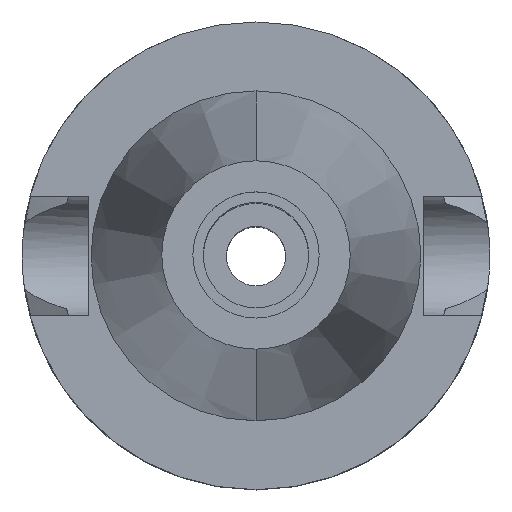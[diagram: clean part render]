
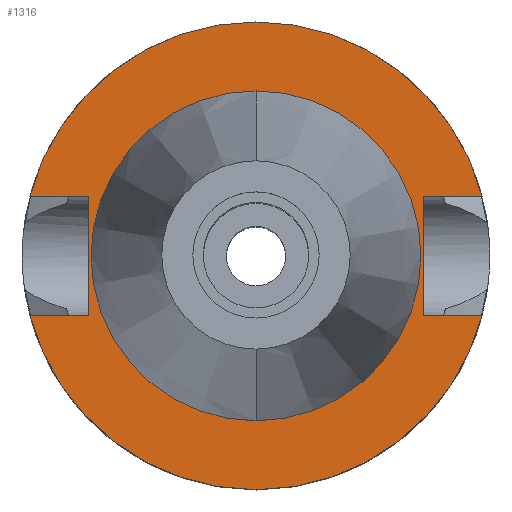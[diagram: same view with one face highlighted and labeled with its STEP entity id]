
A CAD part, top view. The second image highlights one B-rep face of the part: STEP entity #1316.
In plain terms, the highlighted planar face has unit normal (0, 0, 1).
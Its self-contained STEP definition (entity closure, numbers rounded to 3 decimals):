
#94=DIRECTION('',(0.,1.,0.));
#95=VECTOR('',#94,16.1);
#96=CARTESIAN_POINT('',(-22.5,-8.05,-1.));
#97=LINE('',#96,#95);
#101=DIRECTION('',(-1.,0.,0.));
#102=VECTOR('',#101,7.954);
#103=CARTESIAN_POINT('',(-22.5,8.05,-1.));
#104=LINE('',#103,#102);
#108=CARTESIAN_POINT('',(0.,0.,-1.));
#109=DIRECTION('',(0.,0.,-1.));
#110=DIRECTION('',(-0.967,0.256,0.));
#111=AXIS2_PLACEMENT_3D('',#108,#109,#110);
#116=CARTESIAN_POINT('',(0.,0.,-1.));
#117=DIRECTION('',(0.,0.,-1.));
#118=DIRECTION('',(0.,1.,0.));
#119=AXIS2_PLACEMENT_3D('',#116,#117,#118);
#124=DIRECTION('',(0.,-1.,0.));
#125=VECTOR('',#124,16.1);
#126=CARTESIAN_POINT('',(22.5,8.05,-1.));
#127=LINE('',#126,#125);
#131=DIRECTION('',(1.,0.,0.));
#132=VECTOR('',#131,7.954);
#133=CARTESIAN_POINT('',(22.5,-8.05,-1.));
#134=LINE('',#133,#132);
#138=CARTESIAN_POINT('',(0.,0.,-1.));
#139=DIRECTION('',(0.,0.,-1.));
#140=DIRECTION('',(0.967,-0.256,0.));
#141=AXIS2_PLACEMENT_3D('',#138,#139,#140);
#146=CARTESIAN_POINT('',(0.,0.,-1.));
#147=DIRECTION('',(0.,0.,-1.));
#148=DIRECTION('',(0.,-1.,0.));
#149=AXIS2_PLACEMENT_3D('',#146,#147,#148);
#154=CARTESIAN_POINT('',(0.,0.,-1.));
#155=DIRECTION('',(0.,0.,1.));
#156=DIRECTION('',(0.,-1.,0.));
#157=AXIS2_PLACEMENT_3D('',#154,#155,#156);
#162=CARTESIAN_POINT('',(0.,0.,-1.));
#163=DIRECTION('',(0.,0.,1.));
#164=DIRECTION('',(0.,1.,0.));
#165=AXIS2_PLACEMENT_3D('',#162,#163,#164);
#200=DIRECTION('',(-1.,0.,0.));
#201=VECTOR('',#200,7.954);
#202=CARTESIAN_POINT('',(-22.5,-8.05,-1.));
#203=LINE('',#202,#201);
#337=DIRECTION('',(1.,0.,0.));
#338=VECTOR('',#337,7.954);
#339=CARTESIAN_POINT('',(22.5,8.05,-1.));
#340=LINE('',#339,#338);
#1060=CARTESIAN_POINT('',(0.,22.225,-1.));
#1061=VERTEX_POINT('',#1060);
#1062=CARTESIAN_POINT('',(0.,-22.225,-1.));
#1063=VERTEX_POINT('',#1062);
#1064=CARTESIAN_POINT('',(-22.5,-8.05,-1.));
#1065=CARTESIAN_POINT('',(-22.5,8.05,-1.));
#1066=VERTEX_POINT('',#1064);
#1067=VERTEX_POINT('',#1065);
#1068=CARTESIAN_POINT('',(-30.454,8.05,-1.));
#1069=VERTEX_POINT('',#1068);
#1070=CARTESIAN_POINT('',(0.,31.5,-1.));
#1071=CARTESIAN_POINT('',(30.454,8.05,-1.));
#1072=VERTEX_POINT('',#1070);
#1073=VERTEX_POINT('',#1071);
#1074=CARTESIAN_POINT('',(22.5,8.05,-1.));
#1075=VERTEX_POINT('',#1074);
#1076=CARTESIAN_POINT('',(22.5,-8.05,-1.));
#1077=VERTEX_POINT('',#1076);
#1078=CARTESIAN_POINT('',(30.454,-8.05,-1.));
#1079=VERTEX_POINT('',#1078);
#1080=CARTESIAN_POINT('',(0.,-31.5,-1.));
#1081=CARTESIAN_POINT('',(-30.454,-8.05,-1.));
#1082=VERTEX_POINT('',#1080);
#1083=VERTEX_POINT('',#1081);
#1285=CARTESIAN_POINT('',(0.,0.,-1.));
#1286=DIRECTION('',(0.,0.,1.));
#1287=DIRECTION('',(0.,1.,0.));
#1288=AXIS2_PLACEMENT_3D('',#1285,#1286,#1287);
#1289=PLANE('',#1288);
#1291=ORIENTED_EDGE('',*,*,#1290,.T.);
#1293=ORIENTED_EDGE('',*,*,#1292,.T.);
#1295=ORIENTED_EDGE('',*,*,#1294,.T.);
#1297=ORIENTED_EDGE('',*,*,#1296,.T.);
#1299=ORIENTED_EDGE('',*,*,#1298,.F.);
#1301=ORIENTED_EDGE('',*,*,#1300,.T.);
#1303=ORIENTED_EDGE('',*,*,#1302,.T.);
#1305=ORIENTED_EDGE('',*,*,#1304,.T.);
#1307=ORIENTED_EDGE('',*,*,#1306,.T.);
#1309=ORIENTED_EDGE('',*,*,#1308,.F.);
#1310=EDGE_LOOP('',(#1291,#1293,#1295,#1297,#1299,#1301,#1303,#1305,#1307,
#1309));
#1311=FACE_OUTER_BOUND('',#1310,.F.);
#1312=ORIENTED_EDGE('',*,*,#1264,.T.);
#1313=ORIENTED_EDGE('',*,*,#1280,.T.);
#1314=EDGE_LOOP('',(#1312,#1313));
#1315=FACE_BOUND('',#1314,.F.);
#112=CIRCLE('',#111,31.5);
#120=CIRCLE('',#119,31.5);
#142=CIRCLE('',#141,31.5);
#150=CIRCLE('',#149,31.5);
#158=CIRCLE('',#157,22.225);
#166=CIRCLE('',#165,22.225);
#1264=EDGE_CURVE('',#1063,#1061,#158,.T.);
#1280=EDGE_CURVE('',#1061,#1063,#166,.T.);
#1290=EDGE_CURVE('',#1066,#1067,#97,.T.);
#1292=EDGE_CURVE('',#1067,#1069,#104,.T.);
#1294=EDGE_CURVE('',#1069,#1072,#112,.T.);
#1296=EDGE_CURVE('',#1072,#1073,#120,.T.);
#1298=EDGE_CURVE('',#1075,#1073,#340,.T.);
#1300=EDGE_CURVE('',#1075,#1077,#127,.T.);
#1302=EDGE_CURVE('',#1077,#1079,#134,.T.);
#1304=EDGE_CURVE('',#1079,#1082,#142,.T.);
#1306=EDGE_CURVE('',#1082,#1083,#150,.T.);
#1308=EDGE_CURVE('',#1066,#1083,#203,.T.);
#1316=ADVANCED_FACE('',(#1311,#1315),#1289,.T.);
